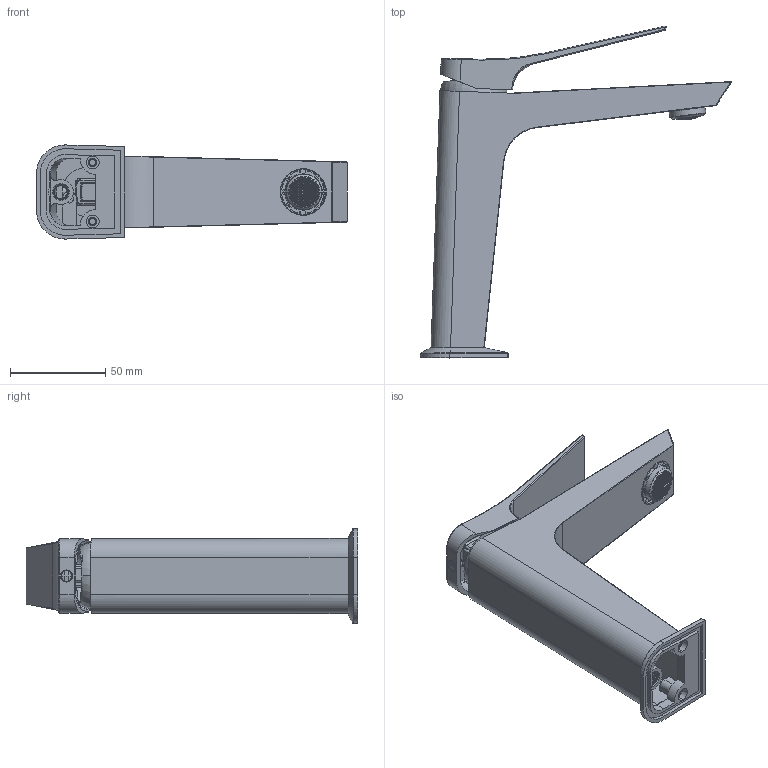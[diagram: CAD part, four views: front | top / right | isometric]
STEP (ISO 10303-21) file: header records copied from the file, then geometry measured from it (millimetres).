
FILE_DESCRIPTION (( 'STEP AP203' ), '1' );
FILE_NAME ('Assembly Basin RS.STEP', '2023-12-18T06:28:56', ( '' ), ( '' ), 'SwSTEP 2.0', 'SolidWorks 2021', '' );
FILE_SCHEMA (( 'CONFIG_CONTROL_DESIGN' ));
Products named in the file (1): Assembly Basin RS
Bounding box: 163.46 x 174.47 x 49.46 mm (x, y, z)
Volume: 87559.8 mm3; surface area: 84783.4 mm2
Topology: 7 solids, 7 shells, 2314 faces, 5938 edges, 3893 vertices
Faces by surface type: plane 1922, cylinder 239, bspline 82, cone 39, sphere 16, torus 16
Entity records: 81767 total; most frequent: CARTESIAN_POINT 25380, ORIENTED_EDGE 11832, DIRECTION 11489, EDGE_CURVE 5916, LINE 3935, VECTOR 3935, VERTEX_POINT 3888, AXIS2_PLACEMENT_3D 3777
